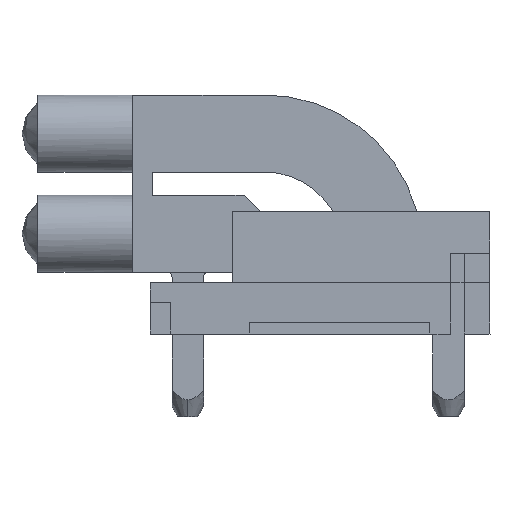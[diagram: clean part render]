
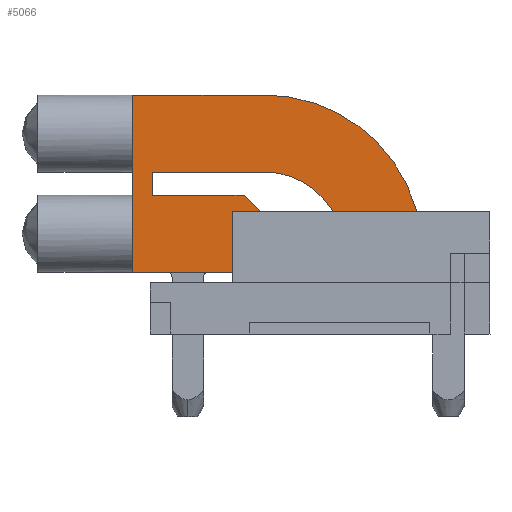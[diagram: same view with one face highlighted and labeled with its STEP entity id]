
A CAD part, left-side view. The second image highlights one B-rep face of the part: STEP entity #5066.
In plain terms, the highlighted face is planar.
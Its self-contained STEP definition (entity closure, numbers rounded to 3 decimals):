
#10 = VECTOR ( 'NONE', #3711, 1000. ) ;
#53 = VERTEX_POINT ( 'NONE', #3281 ) ;
#75 = DIRECTION ( 'NONE',  ( 0., -1., 0. ) ) ;
#149 = VERTEX_POINT ( 'NONE', #4961 ) ;
#312 = CARTESIAN_POINT ( 'NONE',  ( 2.555, 5.015, 8.646 ) ) ;
#409 = EDGE_CURVE ( 'NONE', #1643, #1568, #1084, .T. ) ;
#435 = VERTEX_POINT ( 'NONE', #1828 ) ;
#446 = LINE ( 'NONE', #6815, #4544 ) ;
#602 = CARTESIAN_POINT ( 'NONE',  ( 2.555, 5.015, 8.646 ) ) ;
#628 = VECTOR ( 'NONE', #5260, 1000. ) ;
#815 = EDGE_CURVE ( 'NONE', #7446, #2041, #6651, .T. ) ;
#888 = CARTESIAN_POINT ( 'NONE',  ( 1.565, 5.015, 0.172 ) ) ;
#902 = CARTESIAN_POINT ( 'NONE',  ( 2.555, 5.015, 1.431 ) ) ;
#1032 = LINE ( 'NONE', #312, #2497 ) ;
#1054 = ORIENTED_EDGE ( 'NONE', *, *, #4849, .F. ) ;
#1058 = CARTESIAN_POINT ( 'NONE',  ( 2.555, 5.015, 4.954 ) ) ;
#1078 = EDGE_CURVE ( 'NONE', #1230, #3262, #2382, .T. ) ;
#1084 = LINE ( 'NONE', #1163, #628 ) ;
#1086 = EDGE_LOOP ( 'NONE', ( #6207, #5933, #1054, #3836, #6679, #7264, #1134, #2267, #2706, #4198, #3672, #3020, #6930, #6641 ) ) ;
#1101 = LINE ( 'NONE', #602, #5123 ) ;
#1134 = ORIENTED_EDGE ( 'NONE', *, *, #5642, .F. ) ;
#1163 = CARTESIAN_POINT ( 'NONE',  ( 1.565, 5.015, 8.646 ) ) ;
#1230 = VERTEX_POINT ( 'NONE', #6186 ) ;
#1387 = CARTESIAN_POINT ( 'NONE',  ( 1.3, 5.015, 8.646 ) ) ;
#1419 = EDGE_CURVE ( 'NONE', #3262, #149, #1101, .T. ) ;
#1454 = EDGE_CURVE ( 'NONE', #2041, #5770, #5400, .T. ) ;
#1464 = EDGE_CURVE ( 'NONE', #2428, #5889, #6327, .T. ) ;
#1519 = LINE ( 'NONE', #6854, #7590 ) ;
#1568 = VERTEX_POINT ( 'NONE', #2498 ) ;
#1643 = VERTEX_POINT ( 'NONE', #888 ) ;
#1653 = VECTOR ( 'NONE', #6616, 1000. ) ;
#1703 = DIRECTION ( 'NONE',  ( 0., 0., -1. ) ) ;
#1715 = VECTOR ( 'NONE', #6478, 1000. ) ;
#1828 = CARTESIAN_POINT ( 'NONE',  ( 5.08, 5.015, -2.354 ) ) ;
#2041 = VERTEX_POINT ( 'NONE', #4096 ) ;
#2043 = DIRECTION ( 'NONE',  ( 0., 0., -1. ) ) ;
#2049 = EDGE_CURVE ( 'NONE', #1643, #149, #1519, .T. ) ;
#2088 = CARTESIAN_POINT ( 'NONE',  ( 2.105, 5.015, 0.986 ) ) ;
#2267 = ORIENTED_EDGE ( 'NONE', *, *, #1454, .F. ) ;
#2348 = VECTOR ( 'NONE', #4475, 1000. ) ;
#2382 = LINE ( 'NONE', #3617, #10 ) ;
#2402 = EDGE_CURVE ( 'NONE', #6801, #435, #7009, .T. ) ;
#2428 = VERTEX_POINT ( 'NONE', #6446 ) ;
#2497 = VECTOR ( 'NONE', #2043, 1000. ) ;
#2498 = CARTESIAN_POINT ( 'NONE',  ( 1.565, 5.015, -2.354 ) ) ;
#2539 = CIRCLE ( 'NONE', #7324, 2. ) ;
#2706 = ORIENTED_EDGE ( 'NONE', *, *, #815, .F. ) ;
#2978 = CARTESIAN_POINT ( 'NONE',  ( 2.055, 5.015, 0.986 ) ) ;
#3020 = ORIENTED_EDGE ( 'NONE', *, *, #4447, .F. ) ;
#3197 = CARTESIAN_POINT ( 'NONE',  ( 6.055, 5.015, -2.354 ) ) ;
#3262 = VERTEX_POINT ( 'NONE', #902 ) ;
#3281 = CARTESIAN_POINT ( 'NONE',  ( 2.555, 5.015, 2.934 ) ) ;
#3325 = DIRECTION ( 'NONE',  ( 1., 0., 0.009 ) ) ;
#3473 = EDGE_CURVE ( 'NONE', #5889, #3873, #3480, .T. ) ;
#3480 = LINE ( 'NONE', #7138, #7076 ) ;
#3617 = CARTESIAN_POINT ( 'NONE',  ( 3.515, 5.015, 0.471 ) ) ;
#3672 = ORIENTED_EDGE ( 'NONE', *, *, #2402, .F. ) ;
#3705 = DIRECTION ( 'NONE',  ( 0., 0., -1. ) ) ;
#3711 = DIRECTION ( 'NONE',  ( -0.707, 0., 0.707 ) ) ;
#3763 = DIRECTION ( 'NONE',  ( 0., 1., 0. ) ) ;
#3800 = LINE ( 'NONE', #5884, #1715 ) ;
#3836 = ORIENTED_EDGE ( 'NONE', *, *, #3473, .F. ) ;
#3873 = VERTEX_POINT ( 'NONE', #5675 ) ;
#4035 = AXIS2_PLACEMENT_3D ( 'NONE', #1387, #7179, #3705 ) ;
#4096 = CARTESIAN_POINT ( 'NONE',  ( 6.055, 5.015, 0.986 ) ) ;
#4198 = ORIENTED_EDGE ( 'NONE', *, *, #7112, .F. ) ;
#4447 = EDGE_CURVE ( 'NONE', #1568, #6801, #3800, .T. ) ;
#4475 = DIRECTION ( 'NONE',  ( 0., 0., 1. ) ) ;
#4544 = VECTOR ( 'NONE', #5754, 1000. ) ;
#4634 = CARTESIAN_POINT ( 'NONE',  ( 1.3, 5.015, -2.354 ) ) ;
#4700 = DIRECTION ( 'NONE',  ( 0., 0., -1. ) ) ;
#4771 = CARTESIAN_POINT ( 'NONE',  ( 3.515, 5.015, 8.646 ) ) ;
#4849 = EDGE_CURVE ( 'NONE', #3873, #1230, #6079, .T. ) ;
#4923 = DIRECTION ( 'NONE',  ( 0., 0., -1. ) ) ;
#4961 = CARTESIAN_POINT ( 'NONE',  ( 2.555, 5.015, 0.181 ) ) ;
#5066 = ADVANCED_FACE ( 'NONE', ( #5804 ), #6649, .F. ) ;
#5123 = VECTOR ( 'NONE', #1703, 1000. ) ;
#5234 = CARTESIAN_POINT ( 'NONE',  ( 4.105, 5.015, -1.854 ) ) ;
#5260 = DIRECTION ( 'NONE',  ( 0., 0., -1. ) ) ;
#5391 = AXIS2_PLACEMENT_3D ( 'NONE', #2978, #75, #4700 ) ;
#5400 = CIRCLE ( 'NONE', #5391, 4. ) ;
#5433 = CARTESIAN_POINT ( 'NONE',  ( 4.105, 5.015, 8.646 ) ) ;
#5437 = VECTOR ( 'NONE', #5875, 1000. ) ;
#5609 = CARTESIAN_POINT ( 'NONE',  ( 2.54, 5.015, -2.354 ) ) ;
#5627 = CARTESIAN_POINT ( 'NONE',  ( 6.055, 5.015, 8.646 ) ) ;
#5642 = EDGE_CURVE ( 'NONE', #5770, #53, #1032, .T. ) ;
#5675 = CARTESIAN_POINT ( 'NONE',  ( 3.515, 5.015, -1.854 ) ) ;
#5754 = DIRECTION ( 'NONE',  ( 1., 0., 0. ) ) ;
#5770 = VERTEX_POINT ( 'NONE', #1058 ) ;
#5804 = FACE_OUTER_BOUND ( 'NONE', #1086, .T. ) ;
#5875 = DIRECTION ( 'NONE',  ( 1., 0., 0. ) ) ;
#5884 = CARTESIAN_POINT ( 'NONE',  ( 1.3, 5.015, -2.354 ) ) ;
#5886 = DIRECTION ( 'NONE',  ( -1., 0., 0. ) ) ;
#5889 = VERTEX_POINT ( 'NONE', #5234 ) ;
#5904 = DIRECTION ( 'NONE',  ( 0., 0., 1. ) ) ;
#5933 = ORIENTED_EDGE ( 'NONE', *, *, #1078, .F. ) ;
#6079 = LINE ( 'NONE', #4771, #6462 ) ;
#6186 = CARTESIAN_POINT ( 'NONE',  ( 3.515, 5.015, 0.471 ) ) ;
#6207 = ORIENTED_EDGE ( 'NONE', *, *, #1419, .F. ) ;
#6327 = LINE ( 'NONE', #5433, #1653 ) ;
#6446 = CARTESIAN_POINT ( 'NONE',  ( 4.105, 5.015, 0.986 ) ) ;
#6462 = VECTOR ( 'NONE', #5904, 1000. ) ;
#6478 = DIRECTION ( 'NONE',  ( 1., 0., 0. ) ) ;
#6616 = DIRECTION ( 'NONE',  ( 0., 0., -1. ) ) ;
#6641 = ORIENTED_EDGE ( 'NONE', *, *, #2049, .T. ) ;
#6649 = PLANE ( 'NONE',  #4035 ) ;
#6651 = LINE ( 'NONE', #5627, #2348 ) ;
#6679 = ORIENTED_EDGE ( 'NONE', *, *, #1464, .F. ) ;
#6801 = VERTEX_POINT ( 'NONE', #5609 ) ;
#6815 = CARTESIAN_POINT ( 'NONE',  ( 1.3, 5.015, -2.354 ) ) ;
#6854 = CARTESIAN_POINT ( 'NONE',  ( 1.299, 5.015, 0.17 ) ) ;
#6930 = ORIENTED_EDGE ( 'NONE', *, *, #409, .F. ) ;
#6983 = EDGE_CURVE ( 'NONE', #53, #2428, #2539, .T. ) ;
#7009 = LINE ( 'NONE', #4634, #5437 ) ;
#7076 = VECTOR ( 'NONE', #5886, 1000. ) ;
#7112 = EDGE_CURVE ( 'NONE', #435, #7446, #446, .T. ) ;
#7138 = CARTESIAN_POINT ( 'NONE',  ( 1.3, 5.015, -1.854 ) ) ;
#7179 = DIRECTION ( 'NONE',  ( 0., -1., 0. ) ) ;
#7264 = ORIENTED_EDGE ( 'NONE', *, *, #6983, .F. ) ;
#7324 = AXIS2_PLACEMENT_3D ( 'NONE', #2088, #3763, #4923 ) ;
#7446 = VERTEX_POINT ( 'NONE', #3197 ) ;
#7590 = VECTOR ( 'NONE', #3325, 1000. ) ;
